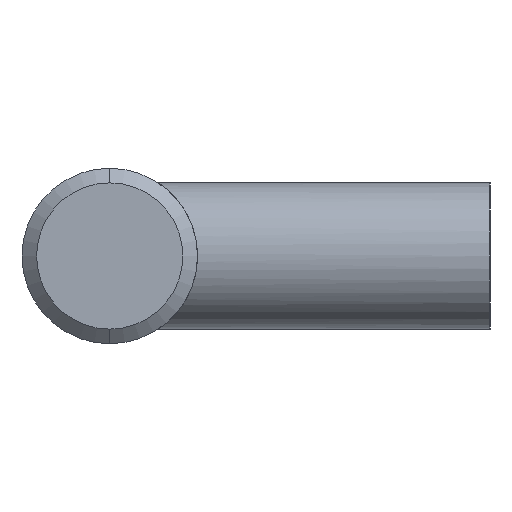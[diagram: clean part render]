
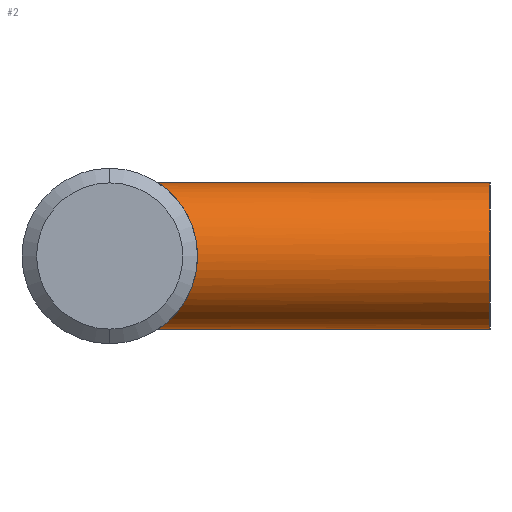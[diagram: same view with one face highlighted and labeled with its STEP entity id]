
A CAD part, left-side view. The second image highlights one B-rep face of the part: STEP entity #2.
In plain terms, the highlighted cylindrical face has radius 5 mm (diameter 10 mm), a partial arc.
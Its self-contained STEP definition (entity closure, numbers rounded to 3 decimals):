
#2 = ADVANCED_FACE ( 'NONE', ( #568 ), #118, .T. ) ;
#14 = B_SPLINE_CURVE_WITH_KNOTS ( 'NONE', 3,
 ( #596, #353, #552, #300, #197, #243, #49, #102, #250, #452, #302, #343, #546, #93, #496, #559, #227, #583, #543, #492, #443, #280, #274, #587, #341, #431, #91, #234, #138, #440, #381, #236, #176, #475, #582, #336, #26, #284, #531, #484, #224 ),
 .UNSPECIFIED., .F., .F.,
 ( 4, 2, 2, 2, 2, 2, 2, 2, 2, 1, 2, 2, 2, 2, 2, 2, 2, 2, 2, 2, 4 ),
 ( 0., 0.001, 0.002, 0.003, 0.004, 0.005, 0.006, 0.007, 0.008, 0.008, 0.009, 0.009, 0.01, 0.011, 0.013, 0.014, 0.015, 0.015, 0.016, 0.016, 0.017 ),
 .UNSPECIFIED. ) ;
#16 = CARTESIAN_POINT ( 'NONE',  ( 0., -26., 0. ) ) ;
#22 = VERTEX_POINT ( 'NONE', #628 ) ;
#26 = CARTESIAN_POINT ( 'NONE',  ( -0.865, -3.424, -4.927 ) ) ;
#49 = CARTESIAN_POINT ( 'NONE',  ( -2.525, -4.164, 4.327 ) ) ;
#54 = ORIENTED_EDGE ( 'NONE', *, *, #501, .F. ) ;
#58 = ORIENTED_EDGE ( 'NONE', *, *, #460, .T. ) ;
#78 = LINE ( 'NONE', #437, #602 ) ;
#87 = LINE ( 'NONE', #240, #586 ) ;
#91 = CARTESIAN_POINT ( 'NONE',  ( -3.924, -5.136, -3.116 ) ) ;
#93 = CARTESIAN_POINT ( 'NONE',  ( -4.713, -5.762, 1.703 ) ) ;
#100 = CARTESIAN_POINT ( 'NONE',  ( 0., -3.317, 5. ) ) ;
#102 = CARTESIAN_POINT ( 'NONE',  ( -3.035, -4.491, 3.986 ) ) ;
#113 = ORIENTED_EDGE ( 'NONE', *, *, #609, .T. ) ;
#115 = DIRECTION ( 'NONE',  ( 0., 1., 0. ) ) ;
#118 = CYLINDRICAL_SURFACE ( 'NONE', #406, 5. ) ;
#138 = CARTESIAN_POINT ( 'NONE',  ( -3.277, -4.66, -3.789 ) ) ;
#159 = VERTEX_POINT ( 'NONE', #382 ) ;
#176 = CARTESIAN_POINT ( 'NONE',  ( -1.816, -3.779, -4.661 ) ) ;
#197 = CARTESIAN_POINT ( 'NONE',  ( -1.667, -3.704, 4.724 ) ) ;
#224 = CARTESIAN_POINT ( 'NONE',  ( 0., -3.317, -5. ) ) ;
#227 = CARTESIAN_POINT ( 'NONE',  ( -4.954, -5.961, 0.702 ) ) ;
#234 = CARTESIAN_POINT ( 'NONE',  ( -3.718, -4.98, -3.357 ) ) ;
#236 = CARTESIAN_POINT ( 'NONE',  ( -2.252, -4.001, -4.475 ) ) ;
#240 = CARTESIAN_POINT ( 'NONE',  ( 0., -26., -5. ) ) ;
#243 = CARTESIAN_POINT ( 'NONE',  ( -2.249, -3.999, 4.477 ) ) ;
#250 = CARTESIAN_POINT ( 'NONE',  ( -3.272, -4.656, 3.794 ) ) ;
#274 = CARTESIAN_POINT ( 'NONE',  ( -4.821, -5.852, -1.369 ) ) ;
#280 = CARTESIAN_POINT ( 'NONE',  ( -4.928, -5.94, -0.863 ) ) ;
#284 = CARTESIAN_POINT ( 'NONE',  ( -0.697, -3.385, -4.954 ) ) ;
#288 = CARTESIAN_POINT ( 'NONE',  ( 0., -26., 5. ) ) ;
#300 = CARTESIAN_POINT ( 'NONE',  ( -1.36, -3.571, 4.823 ) ) ;
#302 = CARTESIAN_POINT ( 'NONE',  ( -3.921, -5.134, 3.119 ) ) ;
#332 = DIRECTION ( 'NONE',  ( 0., 0., 1. ) ) ;
#336 = CARTESIAN_POINT ( 'NONE',  ( -1.195, -3.522, -4.858 ) ) ;
#341 = CARTESIAN_POINT ( 'NONE',  ( -4.449, -5.548, -2.307 ) ) ;
#343 = CARTESIAN_POINT ( 'NONE',  ( -4.284, -5.417, 2.597 ) ) ;
#353 = CARTESIAN_POINT ( 'NONE',  ( -0.354, -3.317, 5. ) ) ;
#356 = CIRCLE ( 'NONE', #548, 5. ) ;
#380 = DIRECTION ( 'NONE',  ( 0., 1., 0. ) ) ;
#381 = CARTESIAN_POINT ( 'NONE',  ( -2.527, -4.165, -4.325 ) ) ;
#382 = CARTESIAN_POINT ( 'NONE',  ( 0., -26., -5. ) ) ;
#406 = AXIS2_PLACEMENT_3D ( 'NONE', #16, #115, #476 ) ;
#409 = EDGE_LOOP ( 'NONE', ( #54, #113, #411, #58 ) ) ;
#411 = ORIENTED_EDGE ( 'NONE', *, *, #566, .T. ) ;
#431 = CARTESIAN_POINT ( 'NONE',  ( -4.289, -5.42, -2.59 ) ) ;
#437 = CARTESIAN_POINT ( 'NONE',  ( 0., -26., 5. ) ) ;
#440 = CARTESIAN_POINT ( 'NONE',  ( -3.04, -4.494, -3.982 ) ) ;
#443 = CARTESIAN_POINT ( 'NONE',  ( -4.955, -5.963, -0.689 ) ) ;
#452 = CARTESIAN_POINT ( 'NONE',  ( -3.714, -4.977, 3.362 ) ) ;
#455 = VERTEX_POINT ( 'NONE', #100 ) ;
#460 = EDGE_CURVE ( 'NONE', #455, #22, #14, .T. ) ;
#475 = CARTESIAN_POINT ( 'NONE',  ( -1.667, -3.709, -4.717 ) ) ;
#476 = DIRECTION ( 'NONE',  ( 0., 0., 1. ) ) ;
#484 = CARTESIAN_POINT ( 'NONE',  ( -0.175, -3.317, -5. ) ) ;
#492 = CARTESIAN_POINT ( 'NONE',  ( -4.991, -5.993, -0.342 ) ) ;
#496 = CARTESIAN_POINT ( 'NONE',  ( -4.818, -5.849, 1.38 ) ) ;
#501 = EDGE_CURVE ( 'NONE', #159, #22, #87, .T. ) ;
#521 = VERTEX_POINT ( 'NONE', #288 ) ;
#531 = CARTESIAN_POINT ( 'NONE',  ( -0.353, -3.331, -4.991 ) ) ;
#536 = DIRECTION ( 'NONE',  ( 0., 1., 0. ) ) ;
#542 = CARTESIAN_POINT ( 'NONE',  ( 0., -26., 0. ) ) ;
#543 = CARTESIAN_POINT ( 'NONE',  ( -5.009, -6.008, 0.006 ) ) ;
#546 = CARTESIAN_POINT ( 'NONE',  ( -4.444, -5.545, 2.316 ) ) ;
#548 = AXIS2_PLACEMENT_3D ( 'NONE', #542, #380, #332 ) ;
#552 = CARTESIAN_POINT ( 'NONE',  ( -0.696, -3.374, 4.963 ) ) ;
#559 = CARTESIAN_POINT ( 'NONE',  ( -4.926, -5.938, 0.875 ) ) ;
#566 = EDGE_CURVE ( 'NONE', #521, #455, #78, .T. ) ;
#568 = FACE_OUTER_BOUND ( 'NONE', #409, .T. ) ;
#582 = CARTESIAN_POINT ( 'NONE',  ( -1.356, -3.58, -4.815 ) ) ;
#583 = CARTESIAN_POINT ( 'NONE',  ( -4.991, -5.992, 0.354 ) ) ;
#586 = VECTOR ( 'NONE', #632, 1000. ) ;
#587 = CARTESIAN_POINT ( 'NONE',  ( -4.717, -5.766, -1.692 ) ) ;
#596 = CARTESIAN_POINT ( 'NONE',  ( 0., -3.317, 5. ) ) ;
#602 = VECTOR ( 'NONE', #536, 1000. ) ;
#609 = EDGE_CURVE ( 'NONE', #159, #521, #356, .T. ) ;
#628 = CARTESIAN_POINT ( 'NONE',  ( 0., -3.317, -5. ) ) ;
#632 = DIRECTION ( 'NONE',  ( 0., 1., 0. ) ) ;
